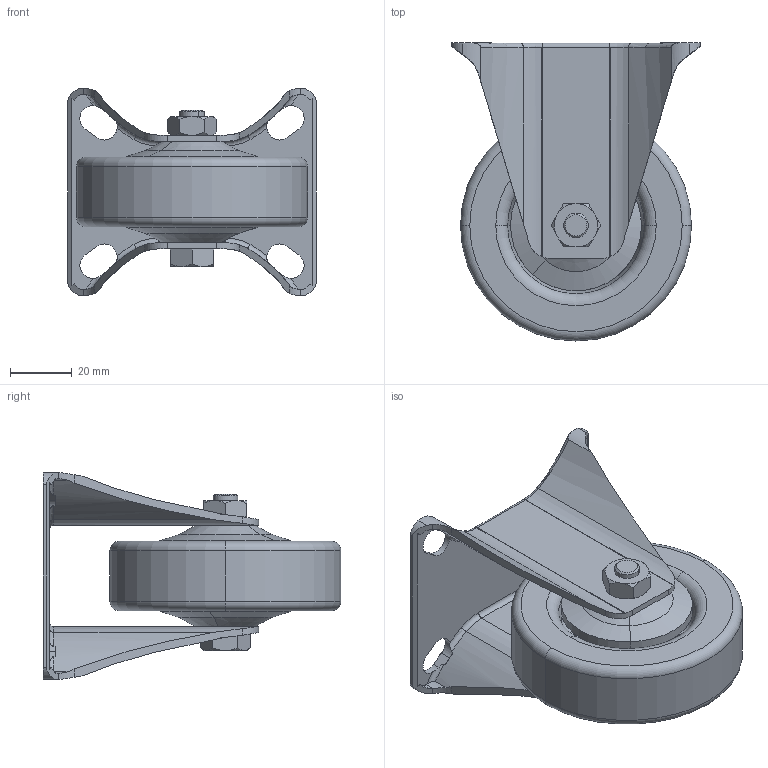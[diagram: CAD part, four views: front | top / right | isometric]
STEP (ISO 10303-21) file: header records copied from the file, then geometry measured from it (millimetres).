
FILE_DESCRIPTION (( 'STEP AP214' ), '1' );
FILE_NAME ('A577 Êîëåñíàÿ îïîðà íåïîâîðîòíàÿ.STEP', '2021-12-15T14:56:06', ( 'Ïîëüçîâàòåëü Windows' ), ( '' ), 'SwSTEP 2.0', 'SolidWorks 2021', '' );
FILE_SCHEMA (( 'AUTOMOTIVE_DESIGN' ));
Length unit declared in the file: millimetre
Products named in the file (6): 扻錼勷_00; ﾇ瓊頸濱00; 昢膼瘔膻嬅00; 鍔錓_00; 蹴濋趌00; A577 Êîëåñíàÿ îïîðà íåïîâîðîòíàÿ
Assembly tree (6 placements, depth 2):
  A577 Êîëåñíàÿ îïîðà íåïîâîðîòíàÿ
    昢膼瘔膻嬅00
    扻錼勷_00
    鍔錓_00
    蹴濋趌00
    ﾇ瓊頸濱00  x2
Bounding box: 80.8 x 96.7 x 67.21 mm (x, y, z)
Volume: 104441.8 mm3; surface area: 49767.6 mm2
Topology: 6 solids, 6 shells, 239 faces, 612 edges, 388 vertices
Faces by surface type: cylinder 92, plane 61, cone 44, torus 42
Entity records: 7786 total; most frequent: CARTESIAN_POINT 2101, ORIENTED_EDGE 1156, DIRECTION 1136, EDGE_CURVE 578, AXIS2_PLACEMENT_3D 463, VERTEX_POINT 368, EDGE_LOOP 242, CIRCLE 232
